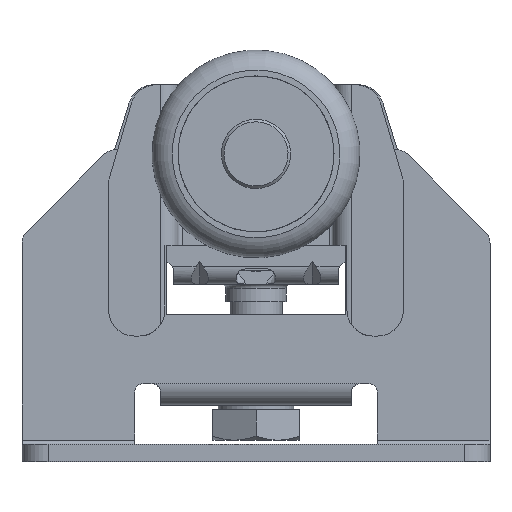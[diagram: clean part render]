
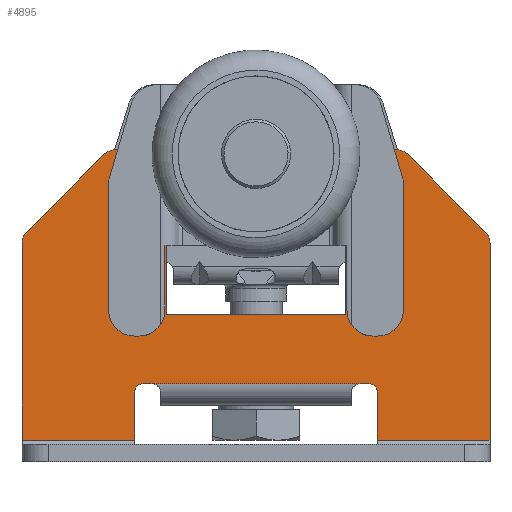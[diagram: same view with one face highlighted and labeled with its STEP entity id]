
A CAD part, top view. The second image highlights one B-rep face of the part: STEP entity #4895.
In plain terms, the highlighted planar face has unit normal (0, 0, 1).
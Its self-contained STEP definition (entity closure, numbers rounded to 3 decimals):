
#186=PLANE('',#5258);
#343=FACE_OUTER_BOUND('',#639,.T.);
#639=EDGE_LOOP('',(#3421,#3422,#3423,#3424,#3425,#3426,#3427,#3428,#3429,
#3430,#3431,#3432,#3433,#3434,#3435,#3436,#3437,#3438,#3439,#3440,#3441,
#3442,#3443,#3444));
#975=LINE('',#7402,#1386);
#990=LINE('',#7468,#1401);
#999=LINE('',#7525,#1410);
#1005=LINE('',#7541,#1416);
#1020=LINE('',#7583,#1431);
#1021=LINE('',#7587,#1432);
#1022=LINE('',#7588,#1433);
#1023=LINE('',#7589,#1434);
#1024=LINE('',#7590,#1435);
#1025=LINE('',#7592,#1436);
#1026=LINE('',#7593,#1437);
#1027=LINE('',#7595,#1438);
#1028=LINE('',#7599,#1439);
#1029=LINE('',#7603,#1440);
#1030=LINE('',#7605,#1441);
#1031=LINE('',#7606,#1442);
#1386=VECTOR('',#5837,10.);
#1401=VECTOR('',#5888,10.);
#1410=VECTOR('',#5927,10.);
#1416=VECTOR('',#5941,10.);
#1431=VECTOR('',#5976,10.);
#1432=VECTOR('',#5979,10.);
#1433=VECTOR('',#5980,10.);
#1434=VECTOR('',#5981,10.);
#1435=VECTOR('',#5982,10.);
#1436=VECTOR('',#5983,10.);
#1437=VECTOR('',#5984,10.);
#1438=VECTOR('',#5985,10.);
#1439=VECTOR('',#5988,10.);
#1440=VECTOR('',#5991,10.);
#1441=VECTOR('',#5992,10.);
#1442=VECTOR('',#5993,10.);
#1784=CIRCLE('',#5228,1.);
#1794=CIRCLE('',#5244,1.);
#1796=CIRCLE('',#5248,2.);
#1802=CIRCLE('',#5257,2.);
#1803=CIRCLE('',#5259,2.);
#1804=CIRCLE('',#5260,2.);
#1805=CIRCLE('',#5261,2.);
#1806=CIRCLE('',#5262,2.);
#2056=VERTEX_POINT('',#7399);
#2057=VERTEX_POINT('',#7401);
#2074=VERTEX_POINT('',#7460);
#2075=VERTEX_POINT('',#7462);
#2076=VERTEX_POINT('',#7466);
#2080=VERTEX_POINT('',#7476);
#2083=VERTEX_POINT('',#7496);
#2089=VERTEX_POINT('',#7521);
#2092=VERTEX_POINT('',#7531);
#2093=VERTEX_POINT('',#7533);
#2095=VERTEX_POINT('',#7539);
#2109=VERTEX_POINT('',#7574);
#2110=VERTEX_POINT('',#7576);
#2111=VERTEX_POINT('',#7580);
#2112=VERTEX_POINT('',#7582);
#2113=VERTEX_POINT('',#7584);
#2114=VERTEX_POINT('',#7586);
#2115=VERTEX_POINT('',#7591);
#2116=VERTEX_POINT('',#7594);
#2117=VERTEX_POINT('',#7596);
#2118=VERTEX_POINT('',#7598);
#2119=VERTEX_POINT('',#7600);
#2120=VERTEX_POINT('',#7602);
#2121=VERTEX_POINT('',#7604);
#2550=EDGE_CURVE('',#2057,#2056,#975,.T.);
#2574=EDGE_CURVE('',#2074,#2075,#1784,.T.);
#2577=EDGE_CURVE('',#2074,#2076,#990,.T.);
#2596=EDGE_CURVE('',#2089,#2056,#1794,.T.);
#2597=EDGE_CURVE('',#2089,#2083,#999,.T.);
#2601=EDGE_CURVE('',#2092,#2093,#1796,.T.);
#2605=EDGE_CURVE('',#2092,#2095,#1005,.T.);
#2624=EDGE_CURVE('',#2109,#2110,#1802,.T.);
#2626=EDGE_CURVE('',#2111,#2095,#1803,.T.);
#2627=EDGE_CURVE('',#2111,#2112,#1020,.T.);
#2628=EDGE_CURVE('',#2113,#2112,#1804,.T.);
#2629=EDGE_CURVE('',#2113,#2114,#1021,.T.);
#2630=EDGE_CURVE('',#2114,#2057,#1022,.T.);
#2631=EDGE_CURVE('',#2083,#2080,#1023,.T.);
#2632=EDGE_CURVE('',#2080,#2075,#1024,.T.);
#2633=EDGE_CURVE('',#2076,#2115,#1025,.T.);
#2634=EDGE_CURVE('',#2115,#2110,#1026,.T.);
#2635=EDGE_CURVE('',#2109,#2116,#1027,.T.);
#2636=EDGE_CURVE('',#2117,#2116,#1805,.T.);
#2637=EDGE_CURVE('',#2117,#2118,#1028,.T.);
#2638=EDGE_CURVE('',#2119,#2118,#1806,.T.);
#2639=EDGE_CURVE('',#2119,#2120,#1029,.T.);
#2640=EDGE_CURVE('',#2120,#2121,#1030,.T.);
#2641=EDGE_CURVE('',#2121,#2093,#1031,.T.);
#3421=ORIENTED_EDGE('',*,*,#2601,.F.);
#3422=ORIENTED_EDGE('',*,*,#2605,.T.);
#3423=ORIENTED_EDGE('',*,*,#2626,.F.);
#3424=ORIENTED_EDGE('',*,*,#2627,.T.);
#3425=ORIENTED_EDGE('',*,*,#2628,.F.);
#3426=ORIENTED_EDGE('',*,*,#2629,.T.);
#3427=ORIENTED_EDGE('',*,*,#2630,.T.);
#3428=ORIENTED_EDGE('',*,*,#2550,.T.);
#3429=ORIENTED_EDGE('',*,*,#2596,.F.);
#3430=ORIENTED_EDGE('',*,*,#2597,.T.);
#3431=ORIENTED_EDGE('',*,*,#2631,.T.);
#3432=ORIENTED_EDGE('',*,*,#2632,.T.);
#3433=ORIENTED_EDGE('',*,*,#2574,.F.);
#3434=ORIENTED_EDGE('',*,*,#2577,.T.);
#3435=ORIENTED_EDGE('',*,*,#2633,.T.);
#3436=ORIENTED_EDGE('',*,*,#2634,.T.);
#3437=ORIENTED_EDGE('',*,*,#2624,.F.);
#3438=ORIENTED_EDGE('',*,*,#2635,.T.);
#3439=ORIENTED_EDGE('',*,*,#2636,.F.);
#3440=ORIENTED_EDGE('',*,*,#2637,.T.);
#3441=ORIENTED_EDGE('',*,*,#2638,.F.);
#3442=ORIENTED_EDGE('',*,*,#2639,.T.);
#3443=ORIENTED_EDGE('',*,*,#2640,.T.);
#3444=ORIENTED_EDGE('',*,*,#2641,.T.);
#4895=ADVANCED_FACE('',(#343),#186,.T.);
#5228=AXIS2_PLACEMENT_3D('',#7463,#5881,#5882);
#5244=AXIS2_PLACEMENT_3D('',#7523,#5923,#5924);
#5248=AXIS2_PLACEMENT_3D('',#7534,#5934,#5935);
#5257=AXIS2_PLACEMENT_3D('',#7577,#5969,#5970);
#5258=AXIS2_PLACEMENT_3D('',#7579,#5972,#5973);
#5259=AXIS2_PLACEMENT_3D('',#7581,#5974,#5975);
#5260=AXIS2_PLACEMENT_3D('',#7585,#5977,#5978);
#5261=AXIS2_PLACEMENT_3D('',#7597,#5986,#5987);
#5262=AXIS2_PLACEMENT_3D('',#7601,#5989,#5990);
#5837=DIRECTION('',(0.,1.,0.));
#5881=DIRECTION('center_axis',(0.,0.,1.));
#5882=DIRECTION('ref_axis',(0.707,0.707,0.));
#5888=DIRECTION('',(0.,-1.,0.));
#5923=DIRECTION('center_axis',(0.,0.,1.));
#5924=DIRECTION('ref_axis',(-0.707,0.707,0.));
#5927=DIRECTION('',(1.,0.,0.));
#5934=DIRECTION('center_axis',(0.,0.,-1.));
#5935=DIRECTION('ref_axis',(0.707,0.707,0.));
#5941=DIRECTION('',(-1.,0.,0.));
#5969=DIRECTION('center_axis',(0.,0.,-1.));
#5970=DIRECTION('ref_axis',(0.924,0.383,0.));
#5972=DIRECTION('center_axis',(0.,0.,1.));
#5973=DIRECTION('ref_axis',(1.,0.,0.));
#5974=DIRECTION('center_axis',(0.,0.,-1.));
#5975=DIRECTION('ref_axis',(-0.383,0.924,0.));
#5976=DIRECTION('',(-0.707,-0.707,0.));
#5977=DIRECTION('center_axis',(0.,0.,-1.));
#5978=DIRECTION('ref_axis',(-0.924,0.383,0.));
#5979=DIRECTION('',(0.,-1.,0.));
#5980=DIRECTION('',(1.,0.,0.));
#5981=DIRECTION('',(1.,0.,0.));
#5982=DIRECTION('',(1.,0.,0.));
#5983=DIRECTION('',(1.,0.,0.));
#5984=DIRECTION('',(0.,1.,0.));
#5985=DIRECTION('',(-0.707,0.707,0.));
#5986=DIRECTION('center_axis',(0.,0.,-1.));
#5987=DIRECTION('ref_axis',(0.383,0.924,0.));
#5988=DIRECTION('',(-1.,0.,0.));
#5989=DIRECTION('center_axis',(0.,0.,-1.));
#5990=DIRECTION('ref_axis',(-0.707,0.707,0.));
#5991=DIRECTION('',(0.,-1.,0.));
#5992=DIRECTION('',(-1.,0.,0.));
#5993=DIRECTION('',(0.,1.,0.));
#7399=CARTESIAN_POINT('',(13.,8.,0.));
#7401=CARTESIAN_POINT('',(13.,2.5,0.));
#7402=CARTESIAN_POINT('',(13.,8.218,0.));
#7460=CARTESIAN_POINT('',(41.,8.,0.));
#7462=CARTESIAN_POINT('',(40.,9.,0.));
#7463=CARTESIAN_POINT('Origin',(40.,8.,0.));
#7466=CARTESIAN_POINT('',(41.,2.5,0.));
#7468=CARTESIAN_POINT('',(41.,8.218,0.));
#7476=CARTESIAN_POINT('',(39.,9.,0.));
#7496=CARTESIAN_POINT('',(15.,9.,0.));
#7521=CARTESIAN_POINT('',(14.,9.,0.));
#7523=CARTESIAN_POINT('Origin',(14.,8.,0.));
#7525=CARTESIAN_POINT('',(20.,9.,0.));
#7531=CARTESIAN_POINT('',(14.65,36.,0.));
#7533=CARTESIAN_POINT('',(16.65,34.,0.));
#7534=CARTESIAN_POINT('Origin',(14.65,34.,0.));
#7539=CARTESIAN_POINT('',(10.828,36.,0.));
#7541=CARTESIAN_POINT('',(16.65,36.,0.));
#7574=CARTESIAN_POINT('',(53.414,26.586,0.));
#7576=CARTESIAN_POINT('',(54.,25.172,0.));
#7577=CARTESIAN_POINT('Origin',(52.,25.172,0.));
#7579=CARTESIAN_POINT('Origin',(27.,16.436,0.));
#7580=CARTESIAN_POINT('',(9.414,35.414,0.));
#7581=CARTESIAN_POINT('Origin',(10.828,34.,0.));
#7582=CARTESIAN_POINT('',(0.586,26.586,0.));
#7583=CARTESIAN_POINT('',(10.,36.,0.));
#7584=CARTESIAN_POINT('',(0.,25.172,0.));
#7585=CARTESIAN_POINT('Origin',(2.,25.172,0.));
#7586=CARTESIAN_POINT('',(0.,2.5,0.));
#7587=CARTESIAN_POINT('',(0.,26.,0.));
#7588=CARTESIAN_POINT('',(40.5,2.5,0.));
#7589=CARTESIAN_POINT('',(20.,9.,0.));
#7590=CARTESIAN_POINT('',(20.,9.,0.));
#7591=CARTESIAN_POINT('',(54.,2.5,0.));
#7592=CARTESIAN_POINT('',(40.5,2.5,0.));
#7593=CARTESIAN_POINT('',(54.,0.,0.));
#7594=CARTESIAN_POINT('',(44.586,35.414,0.));
#7595=CARTESIAN_POINT('',(54.,26.,0.));
#7596=CARTESIAN_POINT('',(43.172,36.,0.));
#7597=CARTESIAN_POINT('Origin',(43.172,34.,0.));
#7598=CARTESIAN_POINT('',(39.35,36.,0.));
#7599=CARTESIAN_POINT('',(44.,36.,0.));
#7600=CARTESIAN_POINT('',(37.35,34.,0.));
#7601=CARTESIAN_POINT('Origin',(39.35,34.,0.));
#7602=CARTESIAN_POINT('',(37.35,17.,0.));
#7603=CARTESIAN_POINT('',(37.35,36.,0.));
#7604=CARTESIAN_POINT('',(16.65,17.,0.));
#7605=CARTESIAN_POINT('',(37.35,17.,0.));
#7606=CARTESIAN_POINT('',(16.65,17.,0.));
